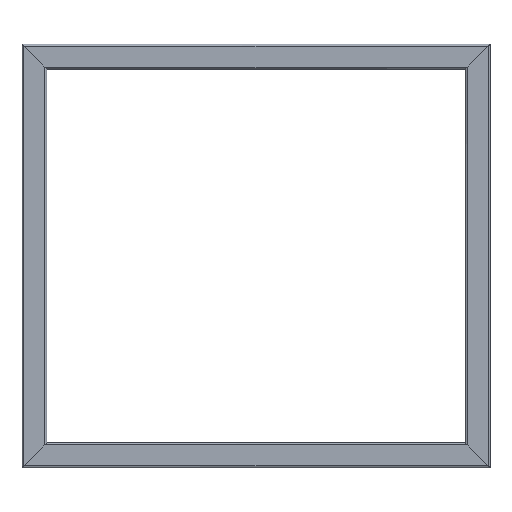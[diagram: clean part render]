
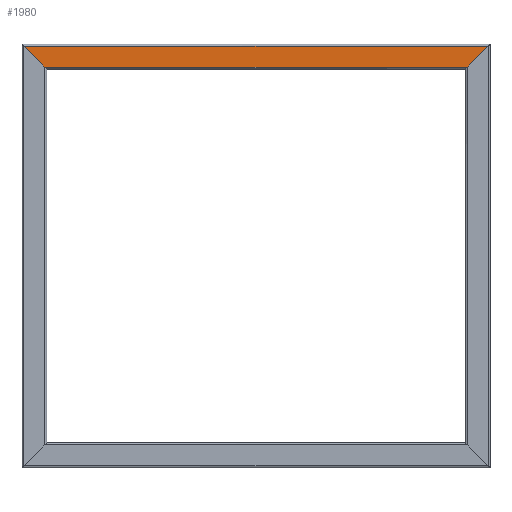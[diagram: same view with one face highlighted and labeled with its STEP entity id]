
A CAD part, top view. The second image highlights one B-rep face of the part: STEP entity #1980.
In plain terms, the highlighted planar face has unit normal (0, 0, 1).
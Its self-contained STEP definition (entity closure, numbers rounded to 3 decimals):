
#75 = ORIENTED_EDGE ( 'NONE', *, *, #1041, .T. ) ;
#109 = VERTEX_POINT ( 'NONE', #1793 ) ;
#261 = LINE ( 'NONE', #740, #1789 ) ;
#368 = VECTOR ( 'NONE', #424, 1000. ) ;
#424 = DIRECTION ( 'NONE',  ( 0.707, -0.707, 0. ) ) ;
#502 = CARTESIAN_POINT ( 'NONE',  ( 468.5, 423.5, 12.5 ) ) ;
#617 = DIRECTION ( 'NONE',  ( -1., 0., 0. ) ) ;
#722 = CARTESIAN_POINT ( 'NONE',  ( -468.5, 423.5, 12.5 ) ) ;
#740 = CARTESIAN_POINT ( 'NONE',  ( 449.5, 404.5, 12.5 ) ) ;
#762 = DIRECTION ( 'NONE',  ( 0., 0., 1. ) ) ;
#776 = DIRECTION ( 'NONE',  ( -1., 0., 0. ) ) ;
#787 = CARTESIAN_POINT ( 'NONE',  ( 426.5, 381.5, 12.5 ) ) ;
#1041 = EDGE_CURVE ( 'NONE', #1360, #1973, #2263, .T. ) ;
#1047 = EDGE_CURVE ( 'NONE', #1973, #109, #1335, .T. ) ;
#1093 = ORIENTED_EDGE ( 'NONE', *, *, #2293, .F. ) ;
#1190 = VECTOR ( 'NONE', #617, 1000. ) ;
#1335 = LINE ( 'NONE', #2251, #368 ) ;
#1360 = VERTEX_POINT ( 'NONE', #502 ) ;
#1444 = FACE_OUTER_BOUND ( 'NONE', #2031, .T. ) ;
#1470 = DIRECTION ( 'NONE',  ( 0., -1., 0. ) ) ;
#1484 = CARTESIAN_POINT ( 'NONE',  ( 472.5, 381.5, 12.5 ) ) ;
#1486 = DIRECTION ( 'NONE',  ( 0.707, 0.707, 0. ) ) ;
#1547 = VECTOR ( 'NONE', #776, 1000. ) ;
#1614 = VERTEX_POINT ( 'NONE', #787 ) ;
#1640 = LINE ( 'NONE', #2259, #1547 ) ;
#1789 = VECTOR ( 'NONE', #1486, 1000. ) ;
#1793 = CARTESIAN_POINT ( 'NONE',  ( -426.5, 381.5, 12.5 ) ) ;
#1968 = AXIS2_PLACEMENT_3D ( 'NONE', #1484, #762, #1470 ) ;
#1973 = VERTEX_POINT ( 'NONE', #722 ) ;
#1980 = ADVANCED_FACE ( 'NONE', ( #1444 ), #2012, .T. ) ;
#2012 = PLANE ( 'NONE',  #1968 ) ;
#2031 = EDGE_LOOP ( 'NONE', ( #75, #2336, #1093, #2058 ) ) ;
#2058 = ORIENTED_EDGE ( 'NONE', *, *, #2319, .T. ) ;
#2251 = CARTESIAN_POINT ( 'NONE',  ( 23., -68., 12.5 ) ) ;
#2259 = CARTESIAN_POINT ( 'NONE',  ( 472.5, 381.5, 12.5 ) ) ;
#2263 = LINE ( 'NONE', #2277, #1190 ) ;
#2277 = CARTESIAN_POINT ( 'NONE',  ( 472.5, 423.5, 12.5 ) ) ;
#2293 = EDGE_CURVE ( 'NONE', #1614, #109, #1640, .T. ) ;
#2319 = EDGE_CURVE ( 'NONE', #1614, #1360, #261, .T. ) ;
#2336 = ORIENTED_EDGE ( 'NONE', *, *, #1047, .T. ) ;
